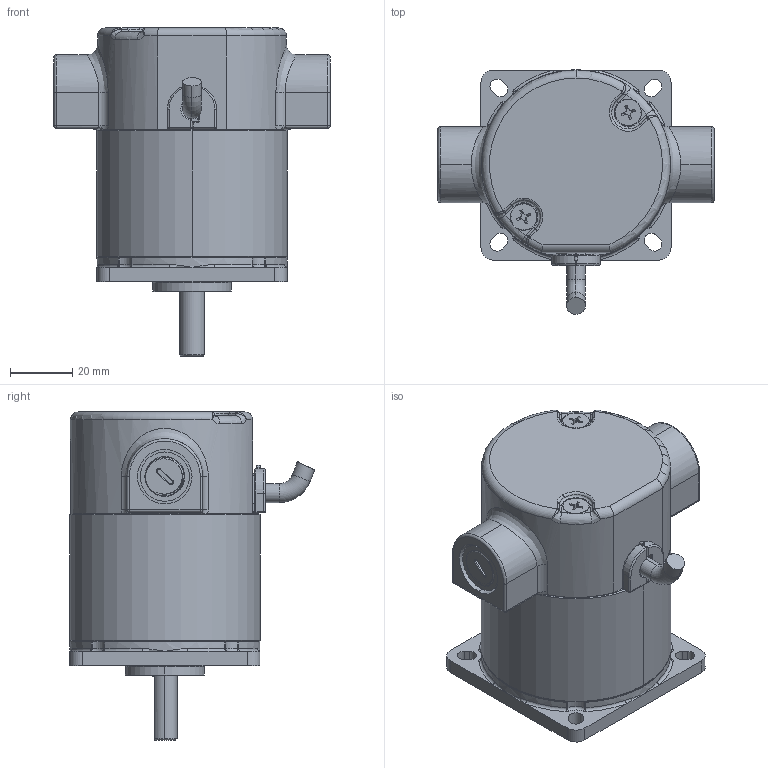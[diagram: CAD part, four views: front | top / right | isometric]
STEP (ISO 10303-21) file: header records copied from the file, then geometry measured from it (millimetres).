
FILE_DESCRIPTION (( 'STEP AP203' ), '1' );
FILE_NAME ('INFM0042.STEP', '2013-03-07T23:13:43', ( 'Admin' ), ( 'Bodine Electric Company' ), 'SwSTEP 2.0', 'SolidWorks 2012', '' );
FILE_SCHEMA (( 'CONFIG_CONTROL_DESIGN' ));
Length unit declared in the file: inch
Products named in the file (1): INFM0042
Bounding box: 88.9 x 78.86 x 105.66 mm (x, y, z)
Volume: 268333 mm3; surface area: 50114.5 mm2
Topology: 14 solids, 14 shells, 663 faces, 1607 edges, 955 vertices
Faces by surface type: cylinder 275, plane 177, torus 88, bspline 60, cone 35, sphere 28
Entity records: 24154 total; most frequent: CARTESIAN_POINT 9126, DIRECTION 3193, ORIENTED_EDGE 3150, EDGE_CURVE 1575, AXIS2_PLACEMENT_3D 1280, VERTEX_POINT 955, EDGE_LOOP 696, CIRCLE 676
